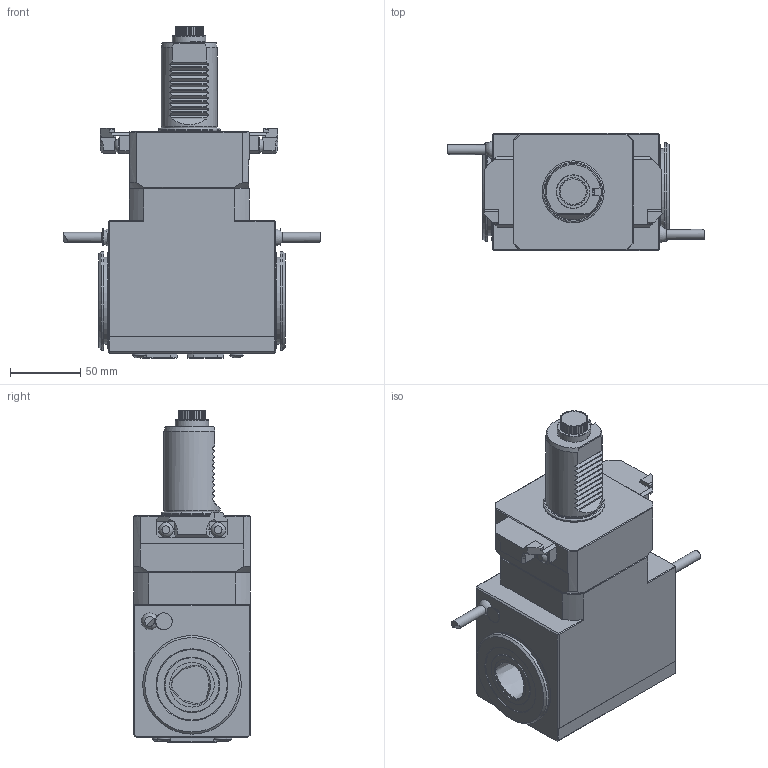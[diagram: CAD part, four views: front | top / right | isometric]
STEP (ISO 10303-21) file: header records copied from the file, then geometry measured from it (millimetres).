
FILE_DESCRIPTION(/* description */ (''),/* implementation_level */ '2;1');
FILE_NAME(/* name */ '1616149284617.stp',/* time_stamp */ '2021-03-19T11:21:32+01:00',/* author */ (''),/* organization */ ('SMS'),/* preprocessor_version */ 'ST-DEVELOPER v16.7',/* originating_system */ 'SIEMENS PLM Software NX 12.0',/* authorisation */ '');
FILE_SCHEMA (('AUTOMOTIVE_DESIGN { 1 0 10303 214 3 1 1 1 }'));
Length unit declared in the file: millimetre
Products named in the file (1): 203437771mod000_00
Bounding box: 183 x 83 x 235.6 mm (x, y, z)
Volume: 1492562.3 mm3; surface area: 108572.8 mm2
Topology: 1 solids, 1 shells, 477 faces, 1290 edges, 843 vertices
Faces by surface type: plane 287, cylinder 115, cone 48, torus 12, sphere 10, bspline 5
Full cylindrical faces by diameter (mm): 2.5 x2, 5 x4, 6 x2, 7 x2, 9.5 x4, 10.5 x4, 23.8 x1, 30.4 x1, 31.6 x2, 40 x1, 43.9 x1, 62 x2, 68 x2, 70 x2
Entity records: 16375 total; most frequent: CARTESIAN_POINT 4592, DIRECTION 2421, ORIENTED_EDGE 2416, EDGE_CURVE 1208, AXIS2_PLACEMENT_3D 868, VERTEX_POINT 812, LINE 685, VECTOR 685
